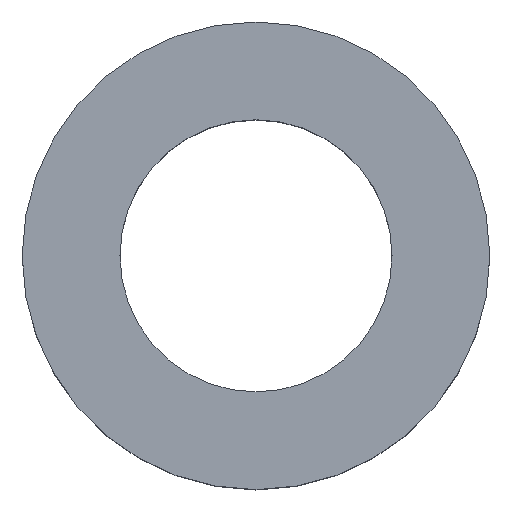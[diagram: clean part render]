
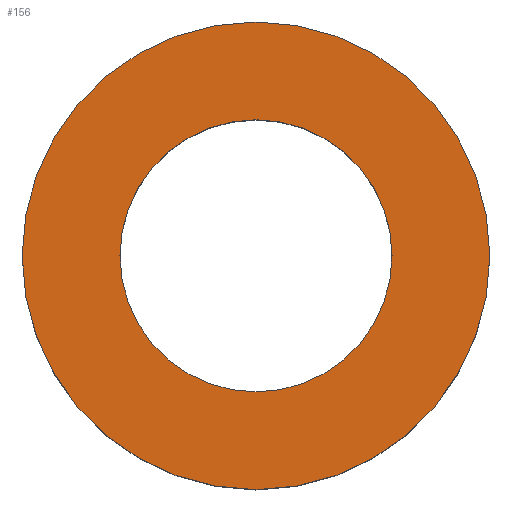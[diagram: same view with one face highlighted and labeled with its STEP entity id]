
A CAD part, top view. The second image highlights one B-rep face of the part: STEP entity #156.
In plain terms, the highlighted planar face has unit normal (0, 0, 1).
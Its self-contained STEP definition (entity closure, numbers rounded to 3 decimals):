
#16=FACE_BOUND('',#44,.T.);
#22=PLANE('',#187);
#30=FACE_OUTER_BOUND('',#43,.T.);
#43=EDGE_LOOP('',(#121));
#44=EDGE_LOOP('',(#122));
#69=CIRCLE('',#180,8.);
#73=CIRCLE('',#186,13.75);
#81=VERTEX_POINT('',#261);
#85=VERTEX_POINT('',#272);
#93=EDGE_CURVE('',#81,#81,#69,.T.);
#98=EDGE_CURVE('',#85,#85,#73,.T.);
#121=ORIENTED_EDGE('',*,*,#98,.T.);
#122=ORIENTED_EDGE('',*,*,#93,.T.);
#156=ADVANCED_FACE('',(#30,#16),#22,.T.);
#180=AXIS2_PLACEMENT_3D('',#262,#207,#208);
#186=AXIS2_PLACEMENT_3D('',#273,#220,#221);
#187=AXIS2_PLACEMENT_3D('',#275,#223,#224);
#207=DIRECTION('center_axis',(0.,0.,-1.));
#208=DIRECTION('ref_axis',(-1.,0.,0.));
#220=DIRECTION('center_axis',(0.,0.,1.));
#221=DIRECTION('ref_axis',(-1.,0.,0.));
#223=DIRECTION('center_axis',(0.,0.,1.));
#224=DIRECTION('ref_axis',(-1.,0.,0.));
#261=CARTESIAN_POINT('',(8.,0.,11.5));
#262=CARTESIAN_POINT('Origin',(0.,0.,11.5));
#272=CARTESIAN_POINT('',(13.75,0.,11.5));
#273=CARTESIAN_POINT('Origin',(0.,0.,11.5));
#275=CARTESIAN_POINT('Origin',(0.,0.,11.5));
